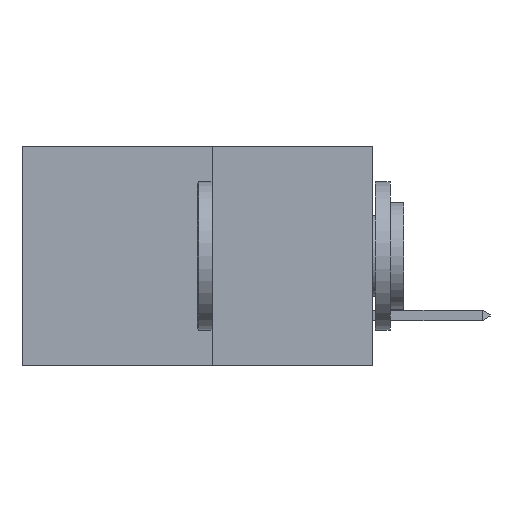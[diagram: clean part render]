
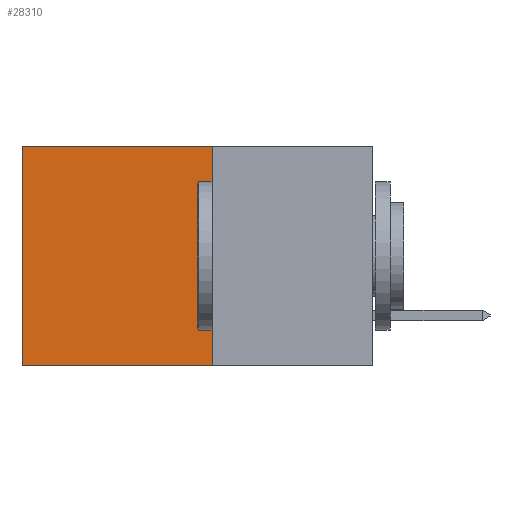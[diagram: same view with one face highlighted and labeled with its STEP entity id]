
A CAD part, left-side view. The second image highlights one B-rep face of the part: STEP entity #28310.
In plain terms, the highlighted planar face has unit normal (-1, 0, 0).
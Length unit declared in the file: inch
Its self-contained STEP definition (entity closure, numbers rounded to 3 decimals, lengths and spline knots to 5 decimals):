
#392 = VECTOR ( 'NONE', #3152, 39.37008 ) ;
#672 = LINE ( 'NONE', #27507, #18273 ) ;
#1941 = DIRECTION ( 'NONE',  ( 0., 0., -1. ) ) ;
#2358 = VERTEX_POINT ( 'NONE', #8270 ) ;
#3152 = DIRECTION ( 'NONE',  ( 0., 1., 0. ) ) ;
#3244 = DIRECTION ( 'NONE',  ( 0., 0., -1. ) ) ;
#3717 = ORIENTED_EDGE ( 'NONE', *, *, #17392, .F. ) ;
#5131 = VERTEX_POINT ( 'NONE', #15626 ) ;
#6976 = EDGE_CURVE ( 'NONE', #25881, #10168, #672, .T. ) ;
#7365 = AXIS2_PLACEMENT_3D ( 'NONE', #13862, #16300, #1941 ) ;
#8270 = CARTESIAN_POINT ( 'NONE',  ( 0.277, 0.27, -0.37 ) ) ;
#8414 = CARTESIAN_POINT ( 'NONE',  ( 0.277, 0.59, 0. ) ) ;
#10168 = VERTEX_POINT ( 'NONE', #8414 ) ;
#11456 = PLANE ( 'NONE',  #7365 ) ;
#11609 = ORIENTED_EDGE ( 'NONE', *, *, #12308, .T. ) ;
#12308 = EDGE_CURVE ( 'NONE', #10168, #5131, #22418, .T. ) ;
#13130 = LINE ( 'NONE', #15089, #392 ) ;
#13862 = CARTESIAN_POINT ( 'NONE',  ( 0.277, 0.27, -0.37 ) ) ;
#14035 = ORIENTED_EDGE ( 'NONE', *, *, #6976, .T. ) ;
#15089 = CARTESIAN_POINT ( 'NONE',  ( 0.277, 0.27, -0.37 ) ) ;
#15182 = CARTESIAN_POINT ( 'NONE',  ( 0.277, 0.27, -0.37 ) ) ;
#15626 = CARTESIAN_POINT ( 'NONE',  ( 0.277, 0.59, -0.37 ) ) ;
#16300 = DIRECTION ( 'NONE',  ( 1., 0., 0. ) ) ;
#17392 = EDGE_CURVE ( 'NONE', #2358, #5131, #13130, .T. ) ;
#17397 = FACE_OUTER_BOUND ( 'NONE', #21306, .T. ) ;
#18273 = VECTOR ( 'NONE', #29800, 39.37008 ) ;
#18303 = CARTESIAN_POINT ( 'NONE',  ( 0.277, 0.27, 0. ) ) ;
#21190 = CARTESIAN_POINT ( 'NONE',  ( 0.277, 0.59, -0.37 ) ) ;
#21306 = EDGE_LOOP ( 'NONE', ( #11609, #3717, #23641, #14035 ) ) ;
#22418 = LINE ( 'NONE', #21190, #27863 ) ;
#23564 = DIRECTION ( 'NONE',  ( 0., 0., -1. ) ) ;
#23641 = ORIENTED_EDGE ( 'NONE', *, *, #27368, .F. ) ;
#25881 = VERTEX_POINT ( 'NONE', #18303 ) ;
#26657 = VECTOR ( 'NONE', #3244, 39.37008 ) ;
#27368 = EDGE_CURVE ( 'NONE', #25881, #2358, #27379, .T. ) ;
#27379 = LINE ( 'NONE', #15182, #26657 ) ;
#27507 = CARTESIAN_POINT ( 'NONE',  ( 0.277, 0.27, 0. ) ) ;
#27863 = VECTOR ( 'NONE', #23564, 39.37008 ) ;
#28310 = ADVANCED_FACE ( 'NONE', ( #17397 ), #11456, .F. ) ;
#29800 = DIRECTION ( 'NONE',  ( 0., 1., 0. ) ) ;
